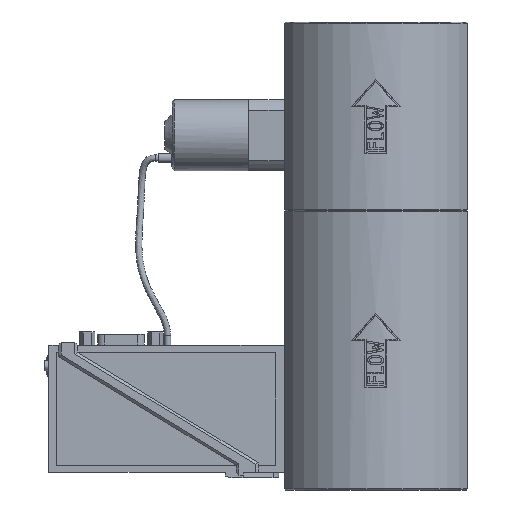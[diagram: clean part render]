
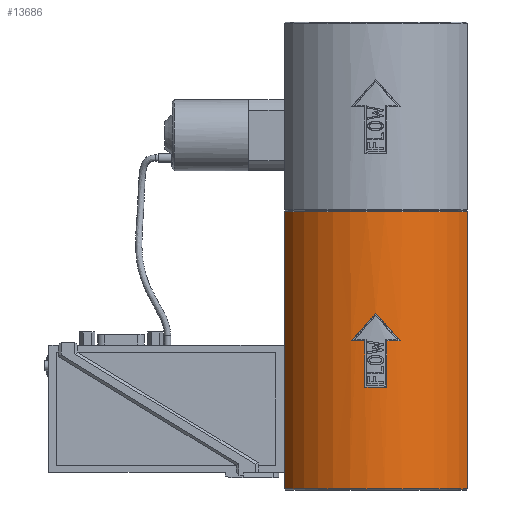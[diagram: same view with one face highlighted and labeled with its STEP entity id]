
A CAD part, left-side view. The second image highlights one B-rep face of the part: STEP entity #13686.
In plain terms, the highlighted cylindrical face has radius 37 mm (diameter 74 mm), a partial arc.
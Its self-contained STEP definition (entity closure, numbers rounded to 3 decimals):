
#8756=CARTESIAN_POINT('',(-36.784,-3.992,-64.5));
#8757=VERTEX_POINT('',#8756);
#8764=CARTESIAN_POINT('',(-36.784,-3.992,-47.5));
#8765=VERTEX_POINT('',#8764);
#8766=CARTESIAN_POINT('',(-36.784,-3.992,-47.5));
#8767=DIRECTION('',(0.0,0.0,-1.0));
#8768=VECTOR('',#8767,17.0);
#8769=LINE('',#8766,#8768);
#8770=EDGE_CURVE('',#8765,#8757,#8769,.T.);
#8788=CARTESIAN_POINT('',(-35.911,-8.912,-47.5));
#8789=VERTEX_POINT('',#8788);
#8790=CARTESIAN_POINT('',(0.,0.,-47.5));
#8791=DIRECTION('',(0.,0.,-1.0));
#8792=DIRECTION('',(0.425,0.905,0.));
#8793=AXIS2_PLACEMENT_3D('',#8790,#8791,#8792);
#8794=CIRCLE('',#8793,37.0);
#8795=EDGE_CURVE('',#8789,#8765,#8794,.T.);
#8921=CARTESIAN_POINT('',(-37.,0.,-37.5));
#8922=VERTEX_POINT('',#8921);
#8923=CARTESIAN_POINT('',(-37.,0.,-37.5));
#8924=CARTESIAN_POINT('',(-37.,-0.216,-37.74));
#8925=CARTESIAN_POINT('',(-36.997,-0.615,-38.183));
#8926=CARTESIAN_POINT('',(-36.985,-1.087,-38.708));
#8927=CARTESIAN_POINT('',(-36.97,-1.492,-39.159));
#8928=CARTESIAN_POINT('',(-36.957,-1.789,-39.489));
#8929=CARTESIAN_POINT('',(-36.937,-2.16,-39.902));
#8930=CARTESIAN_POINT('',(-36.919,-2.457,-40.232));
#8931=CARTESIAN_POINT('',(-36.892,-2.828,-40.645));
#8932=CARTESIAN_POINT('',(-36.868,-3.124,-40.976));
#8933=CARTESIAN_POINT('',(-36.835,-3.494,-41.388));
#8934=CARTESIAN_POINT('',(-36.806,-3.79,-41.719));
#8935=CARTESIAN_POINT('',(-36.766,-4.16,-42.132));
#8936=CARTESIAN_POINT('',(-36.731,-4.455,-42.462));
#8937=CARTESIAN_POINT('',(-36.685,-4.824,-42.875));
#8938=CARTESIAN_POINT('',(-36.645,-5.118,-43.205));
#8939=CARTESIAN_POINT('',(-36.592,-5.486,-43.618));
#8940=CARTESIAN_POINT('',(-36.546,-5.78,-43.949));
#8941=CARTESIAN_POINT('',(-36.486,-6.147,-44.362));
#8942=CARTESIAN_POINT('',(-36.436,-6.44,-44.692));
#8943=CARTESIAN_POINT('',(-36.369,-6.806,-45.105));
#8944=CARTESIAN_POINT('',(-36.313,-7.098,-45.435));
#8945=CARTESIAN_POINT('',(-36.24,-7.462,-45.848));
#8946=CARTESIAN_POINT('',(-36.179,-7.753,-46.179));
#8947=CARTESIAN_POINT('',(-36.099,-8.116,-46.592));
#8948=CARTESIAN_POINT('',(-36.016,-8.478,-47.004));
#8949=CARTESIAN_POINT('',(-35.947,-8.767,-47.335));
#8950=CARTESIAN_POINT('',(-35.911,-8.912,-47.5));
#8951=B_SPLINE_CURVE_WITH_KNOTS('',3,(#8923,#8924,#8925,#8926,#8927,#8928,#8929,#8930,#8931,#8932,#8933,#8934,#8935,#8936,#8937,#8938,#8939,#8940,#8941,#8942,#8943,#8944,#8945,#8946,#8947,#8948,#8949,#8950),.UNSPECIFIED.,.F.,.U.,(4,1,1,1,1,1,1,1,1,1,1,1,1,1,1,1,1,1,1,1,1,1,1,1,1,4),(-1.345,-1.248,-1.167,-1.133,-1.067,-1.033,-0.967,-0.933,-0.867,-0.833,-0.767,-0.733,-0.667,-0.633,-0.567,-0.533,-0.467,-0.433,-0.367,-0.333,-0.267,-0.233,-0.167,-0.133,-0.067,0.0),.UNSPECIFIED.);
#8952=EDGE_CURVE('',#8922,#8789,#8951,.T.);
#9078=CARTESIAN_POINT('',(-35.911,8.912,-47.5));
#9079=VERTEX_POINT('',#9078);
#9080=CARTESIAN_POINT('',(-35.911,8.912,-47.5));
#9081=CARTESIAN_POINT('',(-35.963,8.702,-47.26));
#9082=CARTESIAN_POINT('',(-36.055,8.314,-46.817));
#9083=CARTESIAN_POINT('',(-36.158,7.853,-46.292));
#9084=CARTESIAN_POINT('',(-36.242,7.456,-45.841));
#9085=CARTESIAN_POINT('',(-36.3,7.165,-45.511));
#9086=CARTESIAN_POINT('',(-36.37,6.8,-45.098));
#9087=CARTESIAN_POINT('',(-36.424,6.507,-44.768));
#9088=CARTESIAN_POINT('',(-36.487,6.141,-44.355));
#9089=CARTESIAN_POINT('',(-36.536,5.847,-44.024));
#9090=CARTESIAN_POINT('',(-36.592,5.48,-43.612));
#9091=CARTESIAN_POINT('',(-36.635,5.186,-43.281));
#9092=CARTESIAN_POINT('',(-36.686,4.818,-42.868));
#9093=CARTESIAN_POINT('',(-36.723,4.523,-42.538));
#9094=CARTESIAN_POINT('',(-36.767,4.154,-42.125));
#9095=CARTESIAN_POINT('',(-36.799,3.858,-41.795));
#9096=CARTESIAN_POINT('',(-36.836,3.488,-41.382));
#9097=CARTESIAN_POINT('',(-36.863,3.192,-41.051));
#9098=CARTESIAN_POINT('',(-36.893,2.822,-40.638));
#9099=CARTESIAN_POINT('',(-36.914,2.525,-40.308));
#9100=CARTESIAN_POINT('',(-36.938,2.154,-39.895));
#9101=CARTESIAN_POINT('',(-36.954,1.857,-39.565));
#9102=CARTESIAN_POINT('',(-36.971,1.486,-39.152));
#9103=CARTESIAN_POINT('',(-36.981,1.189,-38.821));
#9104=CARTESIAN_POINT('',(-36.991,0.818,-38.408));
#9105=CARTESIAN_POINT('',(-36.998,0.446,-37.996));
#9106=CARTESIAN_POINT('',(-37.,0.149,-37.665));
#9107=CARTESIAN_POINT('',(-37.,0.,-37.5));
#9108=B_SPLINE_CURVE_WITH_KNOTS('',3,(#9080,#9081,#9082,#9083,#9084,#9085,#9086,#9087,#9088,#9089,#9090,#9091,#9092,#9093,#9094,#9095,#9096,#9097,#9098,#9099,#9100,#9101,#9102,#9103,#9104,#9105,#9106,#9107),.UNSPECIFIED.,.F.,.U.,(4,1,1,1,1,1,1,1,1,1,1,1,1,1,1,1,1,1,1,1,1,1,1,1,1,4),(-1.345,-1.248,-1.167,-1.133,-1.067,-1.033,-0.967,-0.933,-0.867,-0.833,-0.767,-0.733,-0.667,-0.633,-0.567,-0.533,-0.467,-0.433,-0.367,-0.333,-0.267,-0.233,-0.167,-0.133,-0.067,0.0),.UNSPECIFIED.);
#9109=EDGE_CURVE('',#9079,#8922,#9108,.T.);
#9127=CARTESIAN_POINT('',(-36.784,3.992,-47.5));
#9128=VERTEX_POINT('',#9127);
#9129=CARTESIAN_POINT('',(0.,0.,-47.5));
#9130=DIRECTION('',(0.,0.,-1.0));
#9131=DIRECTION('',(0.425,0.905,0.));
#9132=AXIS2_PLACEMENT_3D('',#9129,#9130,#9131);
#9133=CIRCLE('',#9132,37.0);
#9134=EDGE_CURVE('',#9128,#9079,#9133,.T.);
#9152=CARTESIAN_POINT('',(-36.784,3.992,-64.5));
#9153=VERTEX_POINT('',#9152);
#9154=CARTESIAN_POINT('',(-36.784,3.992,-64.5));
#9155=DIRECTION('',(0.0,0.0,1.0));
#9156=VECTOR('',#9155,17.);
#9157=LINE('',#9154,#9156);
#9158=EDGE_CURVE('',#9153,#9128,#9157,.T.);
#9176=CARTESIAN_POINT('',(0.,0.,-64.5));
#9177=DIRECTION('',(0.0,0.0,-1.0));
#9178=DIRECTION('',(0.425,0.905,0.0));
#9179=AXIS2_PLACEMENT_3D('',#9176,#9177,#9178);
#9180=CIRCLE('',#9179,37.0);
#9181=EDGE_CURVE('',#8757,#9153,#9180,.T.);
#13636=CARTESIAN_POINT('',(0.,0.,0.0));
#13637=DIRECTION('',(0.0,0.0,-1.0));
#13638=DIRECTION('',(0.425,0.905,0.0));
#13639=AXIS2_PLACEMENT_3D('',#13636,#13637,#13638);
#13640=CYLINDRICAL_SURFACE('',#13639,37.0);
#13641=CARTESIAN_POINT('',(-15.708,33.5,-0.4));
#13642=VERTEX_POINT('',#13641);
#13643=CARTESIAN_POINT('',(-15.708,-33.5,-0.4));
#13644=VERTEX_POINT('',#13643);
#13645=CARTESIAN_POINT('',(0.,0.,-0.4));
#13646=DIRECTION('',(0.0,0.0,1.0));
#13647=DIRECTION('',(-0.425,-0.905,0.0));
#13648=AXIS2_PLACEMENT_3D('',#13645,#13646,#13647);
#13649=CIRCLE('',#13648,37.0);
#13650=EDGE_CURVE('',#13642,#13644,#13649,.T.);
#13651=ORIENTED_EDGE('',*,*,#13650,.F.);
#13652=CARTESIAN_POINT('',(-15.708,33.5,-101.6));
#13653=VERTEX_POINT('',#13652);
#13654=CARTESIAN_POINT('',(-15.708,33.5,-0.4));
#13655=DIRECTION('',(0.0,0.0,-1.0));
#13656=VECTOR('',#13655,101.2);
#13657=LINE('',#13654,#13656);
#13658=EDGE_CURVE('',#13642,#13653,#13657,.T.);
#13659=ORIENTED_EDGE('',*,*,#13658,.T.);
#13660=CARTESIAN_POINT('',(-15.708,-33.5,-101.6));
#13661=VERTEX_POINT('',#13660);
#13662=CARTESIAN_POINT('',(0.,0.,-101.6));
#13663=DIRECTION('',(0.0,0.0,-1.0));
#13664=DIRECTION('',(-0.425,-0.905,0.0));
#13665=AXIS2_PLACEMENT_3D('',#13662,#13663,#13664);
#13666=CIRCLE('',#13665,37.0);
#13667=EDGE_CURVE('',#13661,#13653,#13666,.T.);
#13668=ORIENTED_EDGE('',*,*,#13667,.F.);
#13669=CARTESIAN_POINT('',(-15.708,-33.5,-0.4));
#13670=DIRECTION('',(0.0,0.0,-1.0));
#13671=VECTOR('',#13670,101.2);
#13672=LINE('',#13669,#13671);
#13673=EDGE_CURVE('',#13644,#13661,#13672,.T.);
#13674=ORIENTED_EDGE('',*,*,#13673,.F.);
#13675=EDGE_LOOP('',(#13651,#13659,#13668,#13674));
#13676=FACE_OUTER_BOUND('',#13675,.T.);
#13677=ORIENTED_EDGE('',*,*,#8770,.T.);
#13678=ORIENTED_EDGE('',*,*,#9181,.T.);
#13679=ORIENTED_EDGE('',*,*,#9158,.T.);
#13680=ORIENTED_EDGE('',*,*,#9134,.T.);
#13681=ORIENTED_EDGE('',*,*,#9109,.T.);
#13682=ORIENTED_EDGE('',*,*,#8952,.T.);
#13683=ORIENTED_EDGE('',*,*,#8795,.T.);
#13684=EDGE_LOOP('',(#13677,#13678,#13679,#13680,#13681,#13682,#13683));
#13685=FACE_BOUND('',#13684,.T.);
#13686=ADVANCED_FACE('',(#13676,#13685),#13640,.T.);
